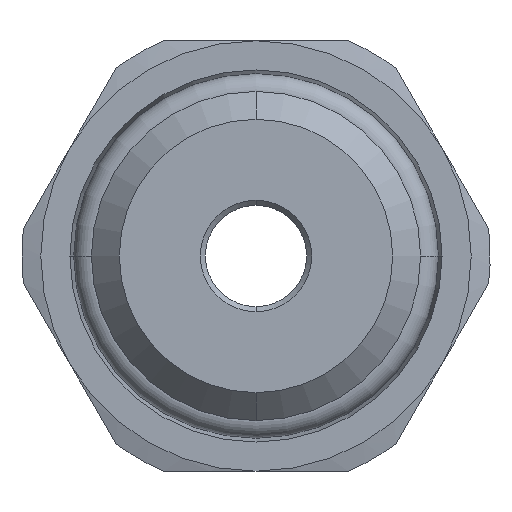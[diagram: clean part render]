
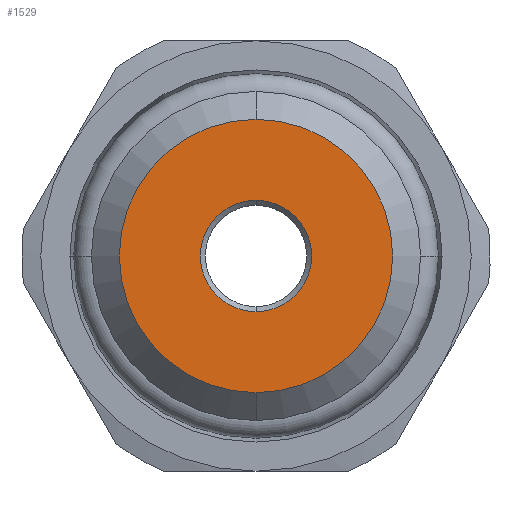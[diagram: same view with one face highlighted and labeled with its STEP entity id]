
A CAD part, front view. The second image highlights one B-rep face of the part: STEP entity #1529.
In plain terms, the highlighted planar face has unit normal (0, -1, 0).
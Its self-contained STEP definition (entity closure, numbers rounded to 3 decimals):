
#520=CARTESIAN_POINT('',(0.,0.,0.));
#521=DIRECTION('',(0.,1.,0.));
#522=DIRECTION('',(0.,0.,-1.));
#523=AXIS2_PLACEMENT_3D('',#520,#521,#522);
#525=CARTESIAN_POINT('',(0.,0.,0.));
#526=DIRECTION('',(0.,-1.,0.));
#527=DIRECTION('',(0.,0.,-1.));
#528=AXIS2_PLACEMENT_3D('',#525,#526,#527);
#530=CARTESIAN_POINT('',(0.,0.,0.));
#531=DIRECTION('',(0.,1.,0.));
#532=DIRECTION('',(0.,0.,-1.));
#533=AXIS2_PLACEMENT_3D('',#530,#531,#532);
#535=CARTESIAN_POINT('',(0.,0.,0.));
#536=DIRECTION('',(0.,-1.,0.));
#537=DIRECTION('',(0.,0.,-1.));
#538=AXIS2_PLACEMENT_3D('',#535,#536,#537);
#664=CARTESIAN_POINT('',(0.,0.,-2.2));
#665=VERTEX_POINT('',#664);
#666=CARTESIAN_POINT('',(0.,0.,-5.4));
#668=VERTEX_POINT('',#666);
#680=CARTESIAN_POINT('',(0.,0.,2.2));
#681=VERTEX_POINT('',#680);
#682=CARTESIAN_POINT('',(0.,0.,5.4));
#684=VERTEX_POINT('',#682);
#1514=CARTESIAN_POINT('',(0.,0.,0.));
#1515=DIRECTION('',(0.,-1.,0.));
#1516=DIRECTION('',(0.,0.,1.));
#1517=AXIS2_PLACEMENT_3D('',#1514,#1515,#1516);
#1518=PLANE('',#1517);
#1519=ORIENTED_EDGE('',*,*,#1507,.F.);
#1520=ORIENTED_EDGE('',*,*,#1496,.T.);
#1521=EDGE_LOOP('',(#1519,#1520));
#1522=FACE_OUTER_BOUND('',#1521,.F.);
#1524=ORIENTED_EDGE('',*,*,#1523,.F.);
#1526=ORIENTED_EDGE('',*,*,#1525,.T.);
#1527=EDGE_LOOP('',(#1524,#1526));
#1528=FACE_BOUND('',#1527,.F.);
#1529=ADVANCED_FACE('',(#1522,#1528),#1518,.T.);
#524=CIRCLE('',#523,5.4);
#529=CIRCLE('',#528,5.4);
#534=CIRCLE('',#533,2.2);
#539=CIRCLE('',#538,2.2);
#1496=EDGE_CURVE('',#668,#684,#524,.T.);
#1507=EDGE_CURVE('',#668,#684,#529,.T.);
#1523=EDGE_CURVE('',#665,#681,#534,.T.);
#1525=EDGE_CURVE('',#665,#681,#539,.T.);
